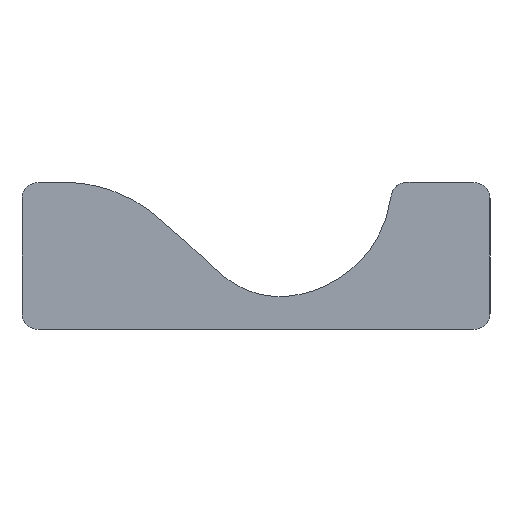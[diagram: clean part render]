
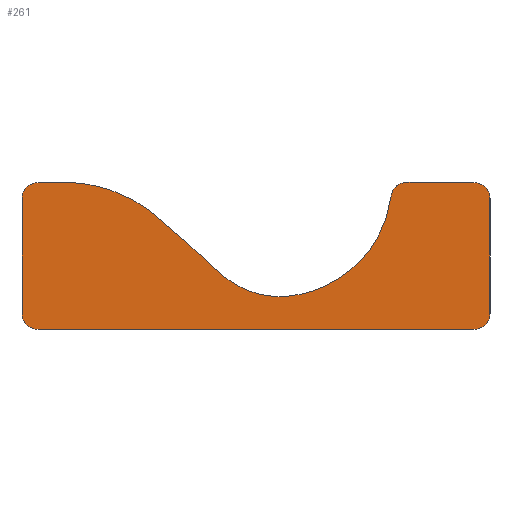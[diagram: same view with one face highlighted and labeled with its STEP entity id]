
A CAD part, left-side view. The second image highlights one B-rep face of the part: STEP entity #261.
In plain terms, the highlighted planar face has unit normal (-1, 0, 0).
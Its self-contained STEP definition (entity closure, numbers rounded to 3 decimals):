
#39=FACE_OUTER_BOUND('',#53,.T.);
#53=EDGE_LOOP('',(#229,#230,#231,#232,#233,#234,#235,#236,#237,#238,#239,
#240));
#58=CIRCLE('',#282,12.);
#59=CIRCLE('',#286,12.);
#60=CIRCLE('',#289,12.);
#61=CIRCLE('',#292,12.);
#67=B_SPLINE_CURVE_WITH_KNOTS('',3,(#491,#492,#493,#494,#495,#496),
 .UNSPECIFIED.,.F.,.F.,(4,1,1,4),(0.,0.286,0.571,
1.),.UNSPECIFIED.);
#69=B_SPLINE_CURVE_WITH_KNOTS('',3,(#572,#573,#574,#575,#576,#577,#578,
#579,#580,#581,#582,#583,#584,#585,#586,#587,#588,#589,#590,#591,#592,#593),
 .UNSPECIFIED.,.F.,.F.,(4,3,3,3,3,3,3,4),(0.,0.125,0.219,
0.311,0.398,0.478,0.566,
0.587),.UNSPECIFIED.);
#70=B_SPLINE_CURVE_WITH_KNOTS('',3,(#662,#663,#664,#665,#666,#667,#668,
#669,#670,#671,#672,#673,#674,#675,#676,#677),.UNSPECIFIED.,.F.,.F.,(4,
3,3,3,3,4),(0.587,0.654,0.758,0.846,
0.939,0.992),.UNSPECIFIED.);
#78=LINE('',#429,#97);
#81=LINE('',#434,#100);
#83=LINE('',#441,#102);
#86=LINE('',#449,#105);
#89=LINE('',#461,#108);
#97=VECTOR('',#320,10.);
#100=VECTOR('',#325,10.);
#102=VECTOR('',#333,10.);
#105=VECTOR('',#342,10.);
#108=VECTOR('',#351,10.);
#121=VERTEX_POINT('',#422);
#122=VERTEX_POINT('',#423);
#123=VERTEX_POINT('',#428);
#124=VERTEX_POINT('',#432);
#125=VERTEX_POINT('',#436);
#126=VERTEX_POINT('',#440);
#127=VERTEX_POINT('',#444);
#128=VERTEX_POINT('',#448);
#129=VERTEX_POINT('',#452);
#130=VERTEX_POINT('',#456);
#131=VERTEX_POINT('',#486);
#132=VERTEX_POINT('',#565);
#145=EDGE_CURVE('',#121,#122,#58,.T.);
#148=EDGE_CURVE('',#123,#122,#78,.T.);
#151=EDGE_CURVE('',#121,#124,#81,.T.);
#152=EDGE_CURVE('',#123,#125,#59,.T.);
#154=EDGE_CURVE('',#126,#125,#83,.T.);
#156=EDGE_CURVE('',#126,#127,#60,.T.);
#158=EDGE_CURVE('',#128,#127,#86,.T.);
#160=EDGE_CURVE('',#129,#124,#61,.T.);
#163=EDGE_CURVE('',#129,#130,#89,.T.);
#165=EDGE_CURVE('',#131,#130,#67,.T.);
#167=EDGE_CURVE('',#131,#132,#69,.T.);
#168=EDGE_CURVE('',#132,#128,#70,.T.);
#229=ORIENTED_EDGE('',*,*,#145,.F.);
#230=ORIENTED_EDGE('',*,*,#151,.T.);
#231=ORIENTED_EDGE('',*,*,#160,.F.);
#232=ORIENTED_EDGE('',*,*,#163,.T.);
#233=ORIENTED_EDGE('',*,*,#165,.F.);
#234=ORIENTED_EDGE('',*,*,#167,.T.);
#235=ORIENTED_EDGE('',*,*,#168,.T.);
#236=ORIENTED_EDGE('',*,*,#158,.T.);
#237=ORIENTED_EDGE('',*,*,#156,.F.);
#238=ORIENTED_EDGE('',*,*,#154,.T.);
#239=ORIENTED_EDGE('',*,*,#152,.F.);
#240=ORIENTED_EDGE('',*,*,#148,.T.);
#247=PLANE('',#294);
#261=ADVANCED_FACE('',(#39),#247,.F.);
#282=AXIS2_PLACEMENT_3D('',#424,#314,#315);
#286=AXIS2_PLACEMENT_3D('',#437,#328,#329);
#289=AXIS2_PLACEMENT_3D('',#445,#337,#338);
#292=AXIS2_PLACEMENT_3D('',#453,#346,#347);
#294=AXIS2_PLACEMENT_3D('',#678,#352,#353);
#314=DIRECTION('center_axis',(1.,0.,0.));
#315=DIRECTION('ref_axis',(0.,-0.707,-0.707));
#320=DIRECTION('',(0.,-1.,0.));
#325=DIRECTION('',(0.,0.,1.));
#328=DIRECTION('center_axis',(1.,0.,0.));
#329=DIRECTION('ref_axis',(0.,0.707,-0.707));
#333=DIRECTION('',(0.,0.,-1.));
#337=DIRECTION('center_axis',(1.,0.,0.));
#338=DIRECTION('ref_axis',(0.,0.707,0.707));
#342=DIRECTION('',(0.,1.,0.));
#346=DIRECTION('center_axis',(1.,0.,0.));
#347=DIRECTION('ref_axis',(0.,-0.707,0.707));
#351=DIRECTION('',(0.,1.,0.));
#352=DIRECTION('center_axis',(1.,0.,0.));
#353=DIRECTION('ref_axis',(0.,0.,-1.));
#422=CARTESIAN_POINT('',(-300.,-50.,12.));
#423=CARTESIAN_POINT('',(-300.,-38.,0.));
#424=CARTESIAN_POINT('Origin',(-300.,-38.,12.));
#428=CARTESIAN_POINT('',(-300.,288.,0.));
#429=CARTESIAN_POINT('',(-300.,0.,0.));
#432=CARTESIAN_POINT('',(-300.,-50.,98.));
#434=CARTESIAN_POINT('',(-300.,-50.,110.));
#436=CARTESIAN_POINT('',(-300.,300.,12.));
#437=CARTESIAN_POINT('Origin',(-300.,288.,12.));
#440=CARTESIAN_POINT('',(-300.,300.,98.));
#441=CARTESIAN_POINT('',(-300.,300.,0.));
#444=CARTESIAN_POINT('',(-300.,288.,110.));
#445=CARTESIAN_POINT('Origin',(-300.,288.,98.));
#448=CARTESIAN_POINT('',(-300.,264.05,110.));
#449=CARTESIAN_POINT('',(-300.,300.,110.));
#452=CARTESIAN_POINT('',(-300.,-38.,110.));
#453=CARTESIAN_POINT('Origin',(-300.,-38.,98.));
#456=CARTESIAN_POINT('',(-300.,12.101,110.));
#461=CARTESIAN_POINT('',(-300.,300.,110.));
#486=CARTESIAN_POINT('',(-300.,23.97,99.767));
#491=CARTESIAN_POINT('Ctrl Pts',(-300.,23.97,99.767));
#492=CARTESIAN_POINT('Ctrl Pts',(-300.,23.731,101.375));
#493=CARTESIAN_POINT('Ctrl Pts',(-300.,22.587,104.487));
#494=CARTESIAN_POINT('Ctrl Pts',(-300.,18.596,108.717));
#495=CARTESIAN_POINT('Ctrl Pts',(-300.,14.541,110.));
#496=CARTESIAN_POINT('Ctrl Pts',(-300.,12.101,110.));
#565=CARTESIAN_POINT('',(-300.,150.,40.346));
#572=CARTESIAN_POINT('Ctrl Pts',(-300.,23.97,99.767));
#573=CARTESIAN_POINT('Ctrl Pts',(-300.,25.932,86.585));
#574=CARTESIAN_POINT('Ctrl Pts',(-300.,30.043,75.117));
#575=CARTESIAN_POINT('Ctrl Pts',(-300.,36.235,65.094));
#576=CARTESIAN_POINT('Ctrl Pts',(-300.,40.914,57.519));
#577=CARTESIAN_POINT('Ctrl Pts',(-300.,46.816,50.747));
#578=CARTESIAN_POINT('Ctrl Pts',(-300.,53.838,44.908));
#579=CARTESIAN_POINT('Ctrl Pts',(-300.,60.644,39.247));
#580=CARTESIAN_POINT('Ctrl Pts',(-300.,68.52,34.476));
#581=CARTESIAN_POINT('Ctrl Pts',(-300.,76.898,30.999));
#582=CARTESIAN_POINT('Ctrl Pts',(-300.,84.847,27.7));
#583=CARTESIAN_POINT('Ctrl Pts',(-300.,93.207,25.593));
#584=CARTESIAN_POINT('Ctrl Pts',(-300.,101.337,24.914));
#585=CARTESIAN_POINT('Ctrl Pts',(-300.,108.854,24.286));
#586=CARTESIAN_POINT('Ctrl Pts',(-300.,116.148,24.868));
#587=CARTESIAN_POINT('Ctrl Pts',(-300.,123.078,26.648));
#588=CARTESIAN_POINT('Ctrl Pts',(-300.,130.634,28.588));
#589=CARTESIAN_POINT('Ctrl Pts',(-300.,137.806,31.97));
#590=CARTESIAN_POINT('Ctrl Pts',(-300.,144.837,36.658));
#591=CARTESIAN_POINT('Ctrl Pts',(-300.,146.566,37.811));
#592=CARTESIAN_POINT('Ctrl Pts',(-300.,148.287,39.044));
#593=CARTESIAN_POINT('Ctrl Pts',(-300.,150.,40.346));
#662=CARTESIAN_POINT('Ctrl Pts',(-300.,150.,40.346));
#663=CARTESIAN_POINT('Ctrl Pts',(-300.,155.326,44.392));
#664=CARTESIAN_POINT('Ctrl Pts',(-300.,160.588,49.104));
#665=CARTESIAN_POINT('Ctrl Pts',(-300.,165.879,54.163));
#666=CARTESIAN_POINT('Ctrl Pts',(-300.,174.093,62.016));
#667=CARTESIAN_POINT('Ctrl Pts',(-300.,182.391,70.651));
#668=CARTESIAN_POINT('Ctrl Pts',(-300.,191.385,78.541));
#669=CARTESIAN_POINT('Ctrl Pts',(-300.,199.007,85.228));
#670=CARTESIAN_POINT('Ctrl Pts',(-300.,207.146,91.36));
#671=CARTESIAN_POINT('Ctrl Pts',(-300.,215.933,96.294));
#672=CARTESIAN_POINT('Ctrl Pts',(-300.,225.162,101.477));
#673=CARTESIAN_POINT('Ctrl Pts',(-300.,235.094,105.331));
#674=CARTESIAN_POINT('Ctrl Pts',(-300.,245.544,107.603));
#675=CARTESIAN_POINT('Ctrl Pts',(-300.,251.556,108.911));
#676=CARTESIAN_POINT('Ctrl Pts',(-300.,257.733,109.706));
#677=CARTESIAN_POINT('Ctrl Pts',(-300.,264.05,110.));
#678=CARTESIAN_POINT('Origin',(-300.,122.647,44.085));
